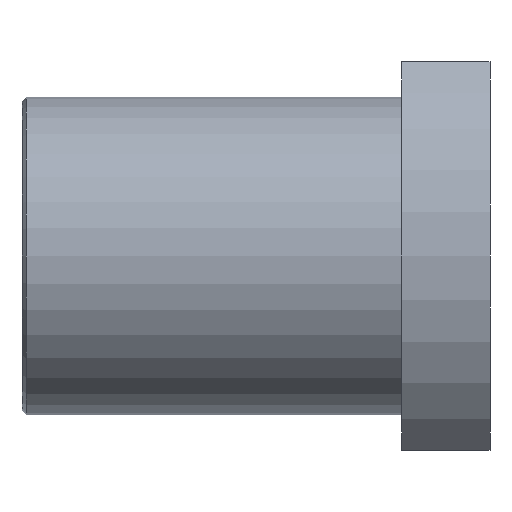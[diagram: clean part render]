
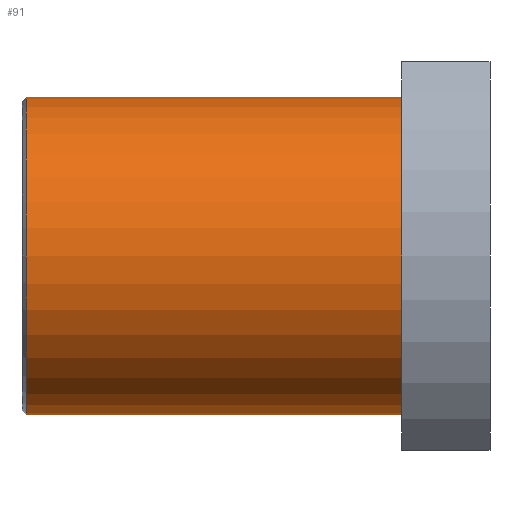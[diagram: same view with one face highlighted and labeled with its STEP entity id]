
A CAD part, front view. The second image highlights one B-rep face of the part: STEP entity #91.
In plain terms, the highlighted cylindrical face has radius 18 mm (diameter 36 mm), a partial arc.
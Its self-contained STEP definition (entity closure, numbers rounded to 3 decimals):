
#10 = DIRECTION ( 'NONE',  ( -1., 0., 0. ) ) ;
#17 = CARTESIAN_POINT ( 'NONE',  ( -36.059, 0., 18. ) ) ;
#39 = CARTESIAN_POINT ( 'NONE',  ( -36.059, 0., -18. ) ) ;
#91 = ADVANCED_FACE ( 'NONE', ( #249 ), #202, .T. ) ;
#95 = VERTEX_POINT ( 'NONE', #268 ) ;
#108 = DIRECTION ( 'NONE',  ( -1., 0., 0. ) ) ;
#136 = CIRCLE ( 'NONE', #245, 18. ) ;
#177 = ORIENTED_EDGE ( 'NONE', *, *, #809, .F. ) ;
#202 = CYLINDRICAL_SURFACE ( 'NONE', #782, 18. ) ;
#245 = AXIS2_PLACEMENT_3D ( 'NONE', #639, #412, #490 ) ;
#249 = FACE_OUTER_BOUND ( 'NONE', #357, .T. ) ;
#268 = CARTESIAN_POINT ( 'NONE',  ( 6.441, 0., 18. ) ) ;
#306 = DIRECTION ( 'NONE',  ( 0., 0., 1. ) ) ;
#357 = EDGE_LOOP ( 'NONE', ( #177, #586, #477, #912 ) ) ;
#370 = DIRECTION ( 'NONE',  ( -1., 0., 0. ) ) ;
#399 = VERTEX_POINT ( 'NONE', #457 ) ;
#410 = EDGE_CURVE ( 'NONE', #399, #95, #556, .T. ) ;
#412 = DIRECTION ( 'NONE',  ( 1., 0., 0. ) ) ;
#423 = CARTESIAN_POINT ( 'NONE',  ( -340.807, 0., -18. ) ) ;
#430 = CARTESIAN_POINT ( 'NONE',  ( -340.807, 0., 18. ) ) ;
#444 = VERTEX_POINT ( 'NONE', #17 ) ;
#457 = CARTESIAN_POINT ( 'NONE',  ( 6.441, 0., -18. ) ) ;
#477 = ORIENTED_EDGE ( 'NONE', *, *, #606, .T. ) ;
#490 = DIRECTION ( 'NONE',  ( 0., 0., -1. ) ) ;
#539 = AXIS2_PLACEMENT_3D ( 'NONE', #546, #10, #306 ) ;
#546 = CARTESIAN_POINT ( 'NONE',  ( 6.441, 0., 0. ) ) ;
#556 = CIRCLE ( 'NONE', #539, 18. ) ;
#586 = ORIENTED_EDGE ( 'NONE', *, *, #410, .T. ) ;
#606 = EDGE_CURVE ( 'NONE', #95, #444, #803, .T. ) ;
#638 = DIRECTION ( 'NONE',  ( 0., 0., 1. ) ) ;
#639 = CARTESIAN_POINT ( 'NONE',  ( -36.059, 0., 0. ) ) ;
#645 = VECTOR ( 'NONE', #370, 1000. ) ;
#782 = AXIS2_PLACEMENT_3D ( 'NONE', #926, #786, #638 ) ;
#786 = DIRECTION ( 'NONE',  ( -1., 0., 0. ) ) ;
#803 = LINE ( 'NONE', #430, #645 ) ;
#809 = EDGE_CURVE ( 'NONE', #399, #825, #924, .T. ) ;
#825 = VERTEX_POINT ( 'NONE', #39 ) ;
#861 = VECTOR ( 'NONE', #108, 1000. ) ;
#865 = EDGE_CURVE ( 'NONE', #444, #825, #136, .T. ) ;
#912 = ORIENTED_EDGE ( 'NONE', *, *, #865, .T. ) ;
#924 = LINE ( 'NONE', #423, #861 ) ;
#926 = CARTESIAN_POINT ( 'NONE',  ( -340.807, 0., 0. ) ) ;
